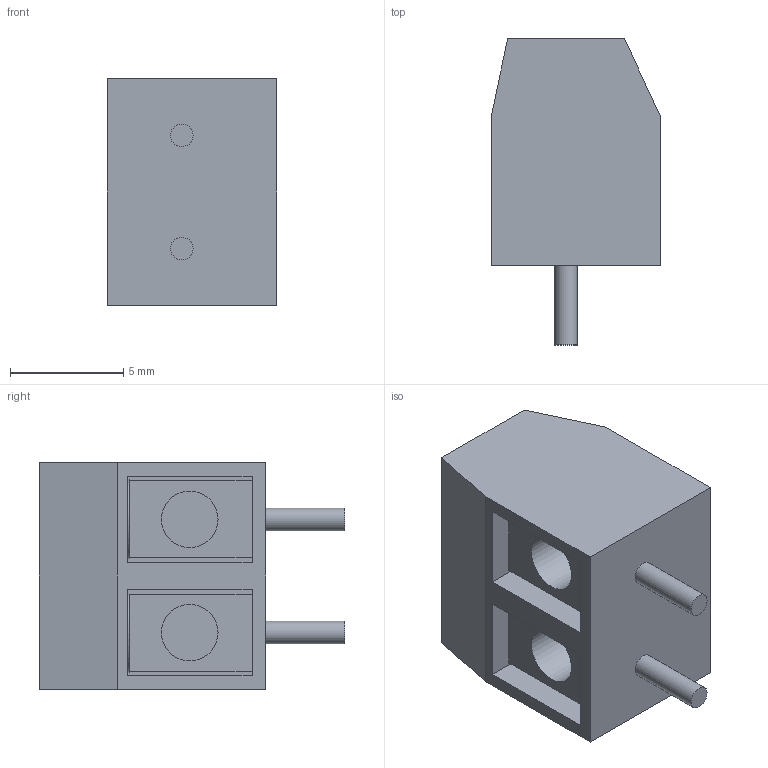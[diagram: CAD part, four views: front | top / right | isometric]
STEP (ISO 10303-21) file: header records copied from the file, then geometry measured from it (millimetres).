
FILE_DESCRIPTION(/* description */ (''),/* implementation_level */ '2;1');
FILE_NAME(/* name */ 'Terminal_5mm_02x_Vertical.step',/* time_stamp */ '2022-03-06T03:41:06+01:00',/* author */ (''),/* organization */ (''),/* preprocessor_version */ 'ST-DEVELOPER v18.1',/* originating_system */ 'Autodesk Translation Framework v10.13.0.1454',/* authorisation */ '');
FILE_SCHEMA (('AUTOMOTIVE_DESIGN { 1 0 10303 214 3 1 1 }'));
Length unit declared in the file: millimetre
Products named in the file (1): PCB-Parts
Bounding box: 7.5 x 13.5 x 10 mm (x, y, z)
Volume: 579.5 mm3; surface area: 1012.8 mm2
Topology: 1 solids, 1 shells, 60 faces, 154 edges, 100 vertices
Faces by surface type: plane 52, cylinder 8
Full cylindrical faces by diameter (mm): 1 x2, 2.5 x2, 3.5 x2, 4 x2
Entity records: 1897 total; most frequent: DIRECTION 316, CARTESIAN_POINT 315, ORIENTED_EDGE 308, EDGE_CURVE 154, LINE 114, VECTOR 114, AXIS2_PLACEMENT_3D 101, VERTEX_POINT 100
